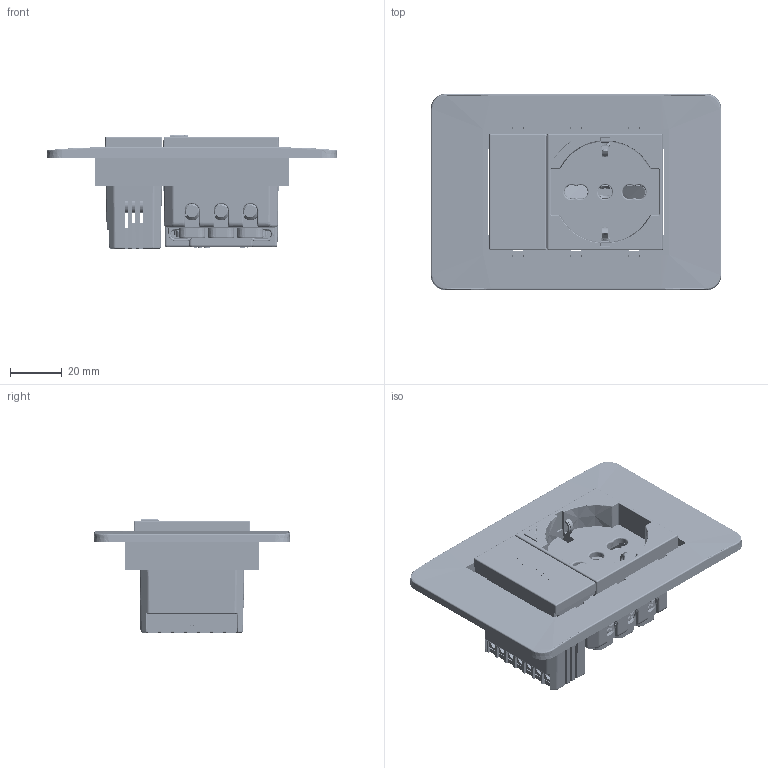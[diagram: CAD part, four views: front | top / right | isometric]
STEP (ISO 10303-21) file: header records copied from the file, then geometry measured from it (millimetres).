
FILE_DESCRIPTION (( 'STEP AP214' ), '1' );
FILE_NAME ('MATIX-GO-P40+WIFI+SWITCH+WIFI-20230810.STEP', '2023-08-10T05:55:25', ( '' ), ( '' ), 'SwSTEP 2.0', 'SolidWorks 2016', '' );
FILE_SCHEMA (( 'AUTOMOTIVE_DESIGN' ));
Length unit declared in the file: millimetre
Products named in the file (32): M3.5X6-20200624; PCB-A; DP16012_AF0_13; 酘銅え-20220225; P40+WIFI耀輸PCB郪璃-20220225; 諉華銅え-20220225; 酘蟀諉え-20220225; WIFI羲壽菁釱-MATIX-GO-20230808; P40+WIFI耀輸奻裔-MATIX-GO-20230808; P40+WIFI耀輸盓傅啣-20211212; DT16011_AF0_21; 4BOX-P40+C諉華蟀諉え-20191210; 16114-SPRING_3; PCB-B; WIFI羲壽欂啣-MATIX-GO-20230808; 4BOX-WIFI羲壽啊裝-20221015; 4BOX-WIFI羲壽-MATIX-GO-20230808; P40+WIFI耀輸狟裔-MATIX-GO-20230808; 諉盄傷赽_a; 4BOX-WIFI羲壽腑欶-M-20221116; LK40207050-22; 4BOX-P40+WIFI耀輸-20220225; 湮す悵誘藷-陔耀; MATIX-GO三位支架-20230802; 傷赽-20220225; 豜肣穩隊2.5X2.5-20200310; 衵銅え; P17-SHUTTER_AF0_14; P40+WIFI耀輸腑欶-20211212; 4BOX-WIFI羲壽奻裔-20221111載陔; 4BOX-SWITCH+WIFI-PCB郪璃-20221013; MATIX-GO-P40+WIFI+SWITCH+WIFI-20230810
Assembly tree (40 placements, depth 4):
  MATIX-GO-P40+WIFI+SWITCH+WIFI-20230810
    MATIX-GO三位支架-20230802
    4BOX-WIFI羲壽-MATIX-GO-20230808
      4BOX-SWITCH+WIFI-PCB郪璃-20221013
        PCB-A
        PCB-B
        諉盄傷赽_a
      4BOX-WIFI羲壽奻裔-20221111載陔
      4BOX-WIFI羲壽啊裝-20221015
      4BOX-WIFI羲壽腑欶-M-20221116
      WIFI羲壽菁釱-MATIX-GO-20230808
      WIFI羲壽欂啣-MATIX-GO-20230808
    4BOX-P40+WIFI耀輸-20220225
      湮す悵誘藷-陔耀
        DT16011_AF0_21
        DP16012_AF0_13
        P17-SHUTTER_AF0_14
        16114-SPRING_3
      P40+WIFI耀輸腑欶-20211212
      P40+WIFI耀輸PCB郪璃-20220225
      P40+WIFI耀輸盓傅啣-20211212
      諉華銅え-20220225
      4BOX-P40+C諉華蟀諉え-20191210
      豜肣穩隊2.5X2.5-20200310
      M3.5X6-20200624  x5
      LK40207050-22  x5
      酘蟀諉え-20220225
      酘銅え-20220225
      衵銅え
      傷赽-20220225  x2
      P40+WIFI耀輸奻裔-MATIX-GO-20230808
      P40+WIFI耀輸狟裔-MATIX-GO-20230808
Bounding box: 112.6 x 76.2 x 43.9 mm (x, y, z)
Volume: 76692.8 mm3; surface area: 93312.4 mm2
Topology: 36 solids, 38 shells, 6078 faces, 17275 edges, 11268 vertices
Faces by surface type: plane 4065, cylinder 1136, bspline 540, cone 206, torus 99, sphere 32
Entity records: 205393 total; most frequent: CARTESIAN_POINT 69153, ORIENTED_EDGE 30552, DIRECTION 24483, EDGE_CURVE 15276, LINE 11101, VECTOR 11101, VERTEX_POINT 9969, AXIS2_PLACEMENT_3D 6691
